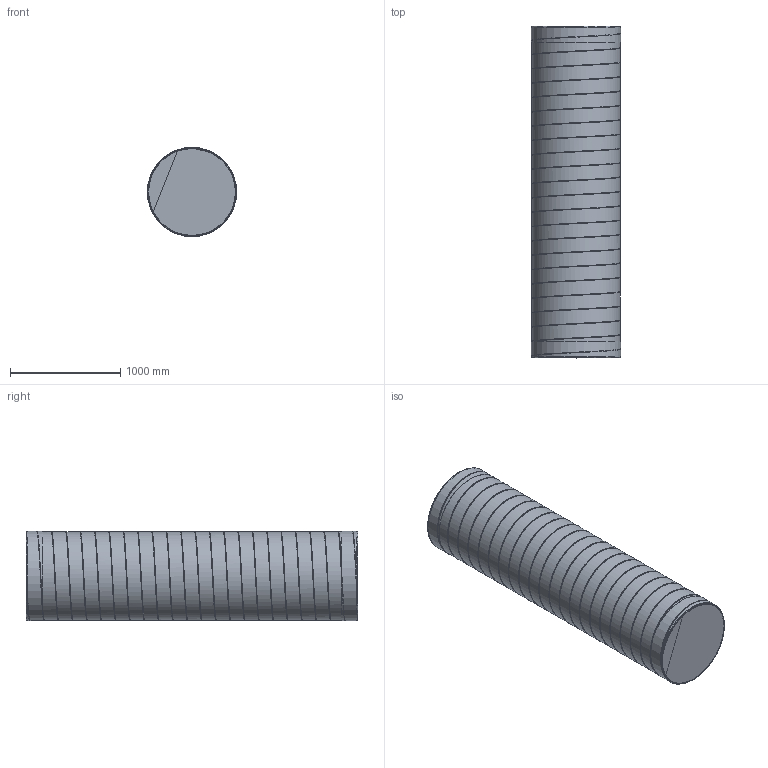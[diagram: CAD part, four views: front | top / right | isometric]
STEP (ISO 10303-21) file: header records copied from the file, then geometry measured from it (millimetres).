
FILE_DESCRIPTION((''),'2;1');
FILE_NAME('HR-Lockad-12-3000.stp','2014-03-25T09:52:39',(''),(''),'Autodesk Inventor 2013','Autodesk Inventor 2013','');
FILE_SCHEMA(('AUTOMOTIVE_DESIGN { 1 2 10303 214 0 1 1 1 }'));
Length unit declared in the file: millimetre
Products named in the file (3): HR-Lockad-12-3000; HRLockadÄmne-12-3000; Presenning-800
Assembly tree (3 placements, depth 2):
  HR-Lockad-12-3000
    HRLockadÄmne-12-3000
    Presenning-800  x2
Bounding box: 810 x 3008 x 810 mm (x, y, z)
Volume: 7755112 mm3; surface area: 18806371.9 mm2
Topology: 3 solids, 3 shells, 25 faces, 47 edges, 30 vertices
Faces by surface type: plane 8, cylinder 7, bspline 6, torus 4
Full cylindrical faces by diameter (mm): 806 x2, 810 x2
Entity records: 22933 total; most frequent: CARTESIAN_POINT 22487, ORIENTED_EDGE 66, DIRECTION 60, EDGE_CURVE 33, AXIS2_PLACEMENT_3D 30, VERTEX_POINT 24, EDGE_LOOP 23, B_SPLINE_CURVE_WITH_KNOTS 21
